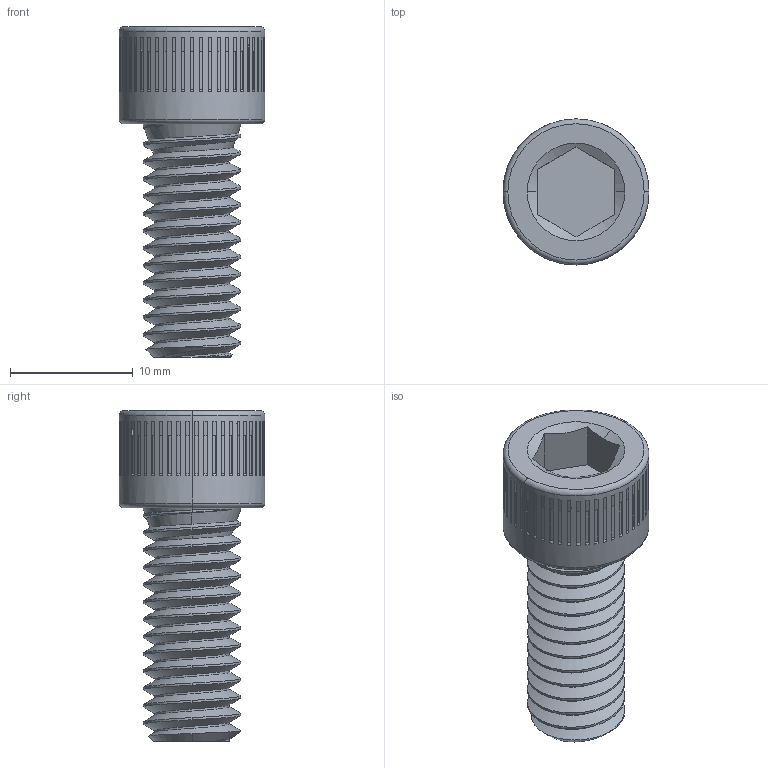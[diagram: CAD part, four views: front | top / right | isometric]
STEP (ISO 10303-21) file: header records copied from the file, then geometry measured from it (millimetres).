
FILE_DESCRIPTION (( 'STEP AP203' ), '1' );
FILE_NAME ('91251A581_Black-Oxide Alloy Steel Socket Head Screw.STEP', '2024-03-20T18:42:13', ( 'Administrator' ), ( 'Managed by Terraform' ), 'SwSTEP 2.0', 'SolidWorks 2017', '' );
FILE_SCHEMA (( 'CONFIG_CONTROL_DESIGN' ));
Length unit declared in the file: inch
Products named in the file (1): 91251A581_Black-Oxide Alloy Steel Socket Head Screw
Bounding box: 11.91 x 11.91 x 26.99 mm (x, y, z)
Volume: 1484.5 mm3; surface area: 1319.2 mm2
Topology: 1 solids, 1 shells, 406 faces, 1052 edges, 700 vertices
Faces by surface type: plane 210, cone 110, cylinder 79, torus 4, bspline 3
Entity records: 14862 total; most frequent: CARTESIAN_POINT 4729, ORIENTED_EDGE 2104, DIRECTION 2099, EDGE_CURVE 1052, AXIS2_PLACEMENT_3D 725, VERTEX_POINT 700, VECTOR 649, LINE 649
